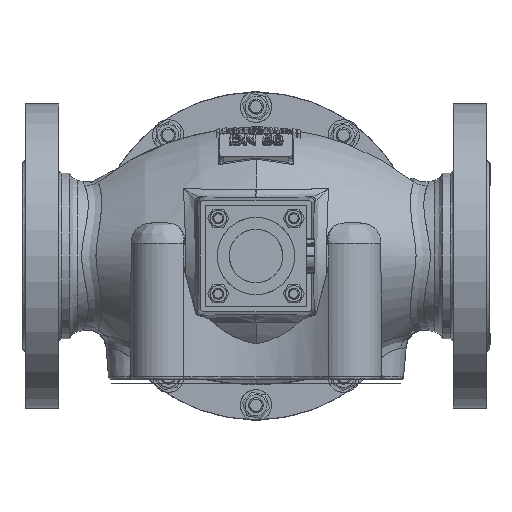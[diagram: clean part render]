
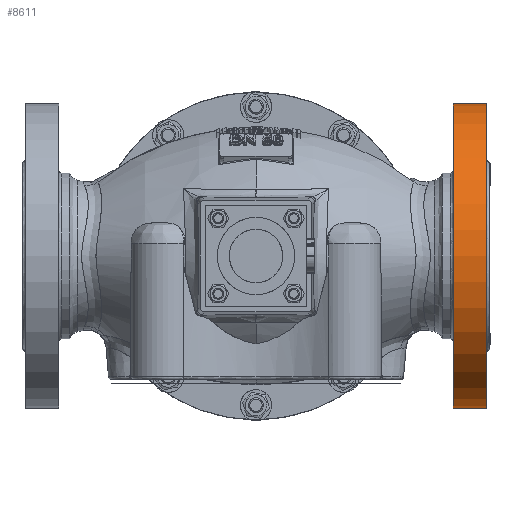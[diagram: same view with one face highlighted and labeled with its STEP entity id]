
A CAD part, front view. The second image highlights one B-rep face of the part: STEP entity #8611.
In plain terms, the highlighted cylindrical face has radius 82.5 mm (diameter 165 mm), a partial arc.
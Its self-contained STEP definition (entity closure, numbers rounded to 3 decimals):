
#2760 = DIRECTION ( 'NONE',  ( 1., 0., 0. ) ) ;
#4001 = CARTESIAN_POINT ( 'NONE',  ( 125., 0., -82.5 ) ) ;
#7048 = CYLINDRICAL_SURFACE ( 'NONE', #49116, 82.5 ) ;
#8611 = ADVANCED_FACE ( 'NONE', ( #123695 ), #7048, .T. ) ;
#13124 = LINE ( 'NONE', #61811, #88187 ) ;
#17872 = CARTESIAN_POINT ( 'NONE',  ( 101.5, 0., -82.5 ) ) ;
#21191 = VERTEX_POINT ( 'NONE', #30504 ) ;
#22995 = ORIENTED_EDGE ( 'NONE', *, *, #130540, .T. ) ;
#25184 = DIRECTION ( 'NONE',  ( 1., 0., 0. ) ) ;
#30382 = CIRCLE ( 'NONE', #138247, 82.5 ) ;
#30504 = CARTESIAN_POINT ( 'NONE',  ( 107., 0., 82.5 ) ) ;
#32797 = ORIENTED_EDGE ( 'NONE', *, *, #92700, .T. ) ;
#33623 = EDGE_CURVE ( 'NONE', #21191, #99735, #30382, .T. ) ;
#34116 = DIRECTION ( 'NONE',  ( 0., 0., -1. ) ) ;
#35526 = LINE ( 'NONE', #17872, #88884 ) ;
#36618 = VERTEX_POINT ( 'NONE', #4001 ) ;
#38477 = DIRECTION ( 'NONE',  ( -1., 0., 0. ) ) ;
#44696 = CIRCLE ( 'NONE', #110081, 82.5 ) ;
#49116 = AXIS2_PLACEMENT_3D ( 'NONE', #76527, #25184, #34116 ) ;
#50767 = DIRECTION ( 'NONE',  ( 0., 0., -1. ) ) ;
#55920 = CARTESIAN_POINT ( 'NONE',  ( 107., 0., -82.5 ) ) ;
#61811 = CARTESIAN_POINT ( 'NONE',  ( 101.5, 0., 82.5 ) ) ;
#63364 = EDGE_LOOP ( 'NONE', ( #22995, #81496, #32797, #80293 ) ) ;
#66648 = CARTESIAN_POINT ( 'NONE',  ( 107., 0., 0. ) ) ;
#72549 = DIRECTION ( 'NONE',  ( -1., 0., 0. ) ) ;
#76527 = CARTESIAN_POINT ( 'NONE',  ( 101.5, 0., 0. ) ) ;
#77346 = DIRECTION ( 'NONE',  ( 0., 0., -1. ) ) ;
#80293 = ORIENTED_EDGE ( 'NONE', *, *, #33623, .T. ) ;
#81496 = ORIENTED_EDGE ( 'NONE', *, *, #108594, .T. ) ;
#88187 = VECTOR ( 'NONE', #72549, 1000. ) ;
#88884 = VECTOR ( 'NONE', #113794, 1000. ) ;
#92700 = EDGE_CURVE ( 'NONE', #130381, #21191, #13124, .T. ) ;
#98260 = CARTESIAN_POINT ( 'NONE',  ( 125., 0., 82.5 ) ) ;
#99735 = VERTEX_POINT ( 'NONE', #55920 ) ;
#102288 = CARTESIAN_POINT ( 'NONE',  ( 125., 0., 0. ) ) ;
#108594 = EDGE_CURVE ( 'NONE', #36618, #130381, #44696, .T. ) ;
#110081 = AXIS2_PLACEMENT_3D ( 'NONE', #102288, #38477, #50767 ) ;
#113794 = DIRECTION ( 'NONE',  ( 1., 0., 0. ) ) ;
#123695 = FACE_OUTER_BOUND ( 'NONE', #63364, .T. ) ;
#130381 = VERTEX_POINT ( 'NONE', #98260 ) ;
#130540 = EDGE_CURVE ( 'NONE', #99735, #36618, #35526, .T. ) ;
#138247 = AXIS2_PLACEMENT_3D ( 'NONE', #66648, #2760, #77346 ) ;
